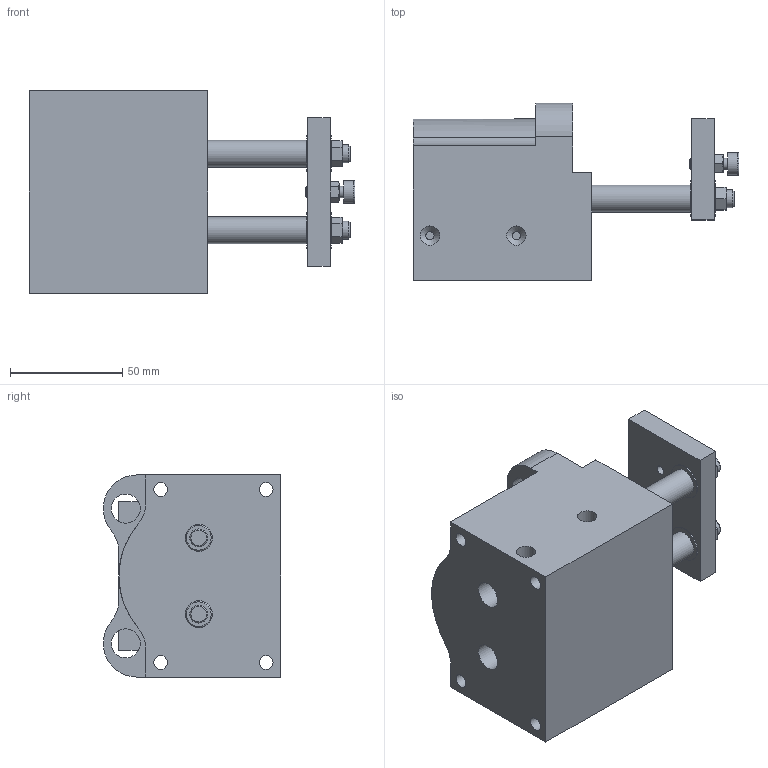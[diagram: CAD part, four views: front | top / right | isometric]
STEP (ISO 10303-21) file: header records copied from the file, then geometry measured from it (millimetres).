
FILE_DESCRIPTION((''),'2;1');
FILE_NAME('MSR-Z5.stp','2012-11-23T09:30:43',('hartung_david'),(''),'Autodesk Inventor 2012','Autodesk Inventor 2012','');
FILE_SCHEMA(('AUTOMOTIVE_DESIGN { 1 0 10303 214 1 1 1 1 }'));
Products named in the file (3): MSR-Z5; MSR-Z5-010; MSR-Z5-020
Assembly tree (2 placements, depth 2):
  MSR-Z5
    MSR-Z5-010
    MSR-Z5-020
Bounding box: 145 x 79 x 90 mm (x, y, z)
Volume: 486182.6 mm3; surface area: 70535.4 mm2
Topology: 2 solids, 4 shells, 175 faces, 376 edges, 234 vertices
Faces by surface type: plane 83, cone 47, cylinder 44, torus 1
Full cylindrical faces by diameter (mm): 2.459 x2, 3.6 x2, 4.134 x2, 5 x2, 6.2 x4, 7.95 x2, 8 x2, 8.566 x2, 10 x3, 10.5 x4, 11.6 x2, 12 x4, 12.917 x2, 16 x4
Entity records: 4553 total; most frequent: CARTESIAN_POINT 879, DIRECTION 745, ORIENTED_EDGE 648, EDGE_CURVE 324, AXIS2_PLACEMENT_3D 313, EDGE_LOOP 273, VERTEX_POINT 231, FACE_OUTER_BOUND 175
